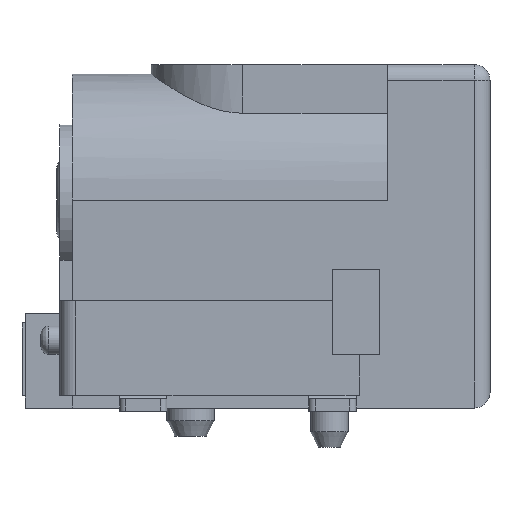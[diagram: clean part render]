
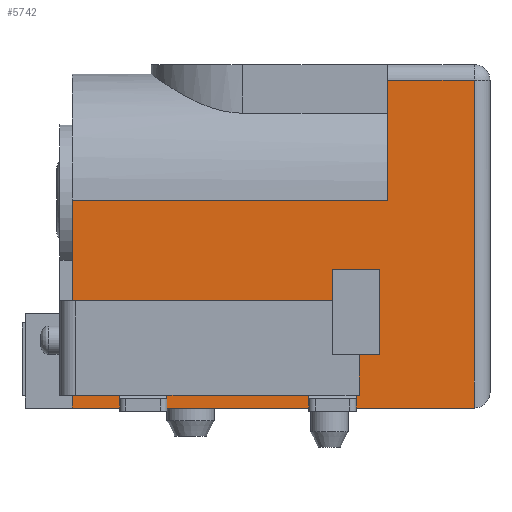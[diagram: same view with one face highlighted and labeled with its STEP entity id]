
A CAD part, left-side view. The second image highlights one B-rep face of the part: STEP entity #5742.
In plain terms, the highlighted planar face has unit normal (-1, 0, 0).
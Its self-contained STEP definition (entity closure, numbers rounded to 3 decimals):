
#338=FACE_BOUND('',#977,.T.);
#434=PLANE('',#6179);
#659=FACE_OUTER_BOUND('',#976,.T.);
#976=EDGE_LOOP('',(#4353,#4354,#4355,#4356,#4357,#4358,#4359,#4360,#4361,
#4362));
#977=EDGE_LOOP('',(#4363,#4364,#4365,#4366));
#1365=LINE('',#7945,#1774);
#1369=LINE('',#7956,#1778);
#1411=LINE('',#8085,#1820);
#1424=LINE('',#8114,#1833);
#1428=LINE('',#8122,#1837);
#1435=LINE('',#8137,#1844);
#1580=LINE('',#8804,#1989);
#1581=LINE('',#8807,#1990);
#1584=LINE('',#8812,#1993);
#1591=LINE('',#8850,#2000);
#1600=LINE('',#8881,#2009);
#1606=LINE('',#8890,#2015);
#1608=LINE('',#8894,#2017);
#1609=LINE('',#8895,#2018);
#1774=VECTOR('',#6557,10.);
#1778=VECTOR('',#6567,10.);
#1820=VECTOR('',#6701,10.);
#1833=VECTOR('',#6732,10.);
#1837=VECTOR('',#6738,10.);
#1844=VECTOR('',#6747,10.);
#1989=VECTOR('',#7152,10.);
#1990=VECTOR('',#7155,10.);
#1993=VECTOR('',#7160,10.);
#2000=VECTOR('',#7205,10.);
#2009=VECTOR('',#7240,10.);
#2015=VECTOR('',#7250,10.);
#2017=VECTOR('',#7254,10.);
#2018=VECTOR('',#7255,10.);
#2181=VERTEX_POINT('',#7943);
#2182=VERTEX_POINT('',#7944);
#2186=VERTEX_POINT('',#7955);
#2227=VERTEX_POINT('',#8084);
#2233=VERTEX_POINT('',#8111);
#2234=VERTEX_POINT('',#8113);
#2237=VERTEX_POINT('',#8121);
#2244=VERTEX_POINT('',#8135);
#2392=VERTEX_POINT('',#8802);
#2393=VERTEX_POINT('',#8806);
#2402=VERTEX_POINT('',#8840);
#2406=VERTEX_POINT('',#8849);
#2415=VERTEX_POINT('',#8879);
#2417=VERTEX_POINT('',#8893);
#2749=EDGE_CURVE('',#2181,#2182,#1365,.T.);
#2755=EDGE_CURVE('',#2186,#2181,#1369,.T.);
#2819=EDGE_CURVE('',#2182,#2227,#1411,.T.);
#2834=EDGE_CURVE('',#2234,#2233,#1424,.T.);
#2838=EDGE_CURVE('',#2186,#2237,#1428,.T.);
#2846=EDGE_CURVE('',#2244,#2227,#1435,.T.);
#3072=EDGE_CURVE('',#2233,#2392,#1580,.T.);
#3073=EDGE_CURVE('',#2392,#2393,#1581,.T.);
#3076=EDGE_CURVE('',#2393,#2234,#1584,.T.);
#3093=EDGE_CURVE('',#2402,#2406,#1591,.T.);
#3109=EDGE_CURVE('',#2415,#2402,#1600,.T.);
#3115=EDGE_CURVE('',#2406,#2244,#1606,.T.);
#3117=EDGE_CURVE('',#2415,#2417,#1608,.T.);
#3118=EDGE_CURVE('',#2417,#2237,#1609,.T.);
#4353=ORIENTED_EDGE('',*,*,#2819,.T.);
#4354=ORIENTED_EDGE('',*,*,#2846,.F.);
#4355=ORIENTED_EDGE('',*,*,#3115,.F.);
#4356=ORIENTED_EDGE('',*,*,#3093,.F.);
#4357=ORIENTED_EDGE('',*,*,#3109,.F.);
#4358=ORIENTED_EDGE('',*,*,#3117,.T.);
#4359=ORIENTED_EDGE('',*,*,#3118,.T.);
#4360=ORIENTED_EDGE('',*,*,#2838,.F.);
#4361=ORIENTED_EDGE('',*,*,#2755,.T.);
#4362=ORIENTED_EDGE('',*,*,#2749,.T.);
#4363=ORIENTED_EDGE('',*,*,#3072,.T.);
#4364=ORIENTED_EDGE('',*,*,#3073,.T.);
#4365=ORIENTED_EDGE('',*,*,#3076,.T.);
#4366=ORIENTED_EDGE('',*,*,#2834,.T.);
#5742=ADVANCED_FACE('',(#659,#338),#434,.T.);
#6179=AXIS2_PLACEMENT_3D('',#8892,#7252,#7253);
#6557=DIRECTION('',(0.,0.,-1.));
#6567=DIRECTION('',(0.,-1.,0.));
#6701=DIRECTION('',(0.,1.,0.));
#6732=DIRECTION('',(0.,1.,0.));
#6738=DIRECTION('',(0.,0.,1.));
#6747=DIRECTION('',(0.,0.,1.));
#7152=DIRECTION('',(0.,0.,1.));
#7155=DIRECTION('',(0.,-1.,0.));
#7160=DIRECTION('',(0.,0.,-1.));
#7205=DIRECTION('',(0.,0.,-1.));
#7240=DIRECTION('',(0.,-1.,0.));
#7250=DIRECTION('',(0.,1.,0.));
#7252=DIRECTION('center_axis',(-1.,0.,0.));
#7253=DIRECTION('ref_axis',(0.,0.,
1.));
#7254=DIRECTION('',(0.,0.,-1.));
#7255=DIRECTION('',(0.,1.,0.));
#7943=CARTESIAN_POINT('',(-4.45,13.15,3.4));
#7944=CARTESIAN_POINT('',(-4.45,13.15,0.4));
#7945=CARTESIAN_POINT('',(-4.45,13.15,0.4));
#7955=CARTESIAN_POINT('',(-4.45,13.25,3.4));
#7956=CARTESIAN_POINT('',(-4.45,4.45,3.4));
#8084=CARTESIAN_POINT('',(-4.45,13.25,0.4));
#8085=CARTESIAN_POINT('',(-4.45,6.825,0.4));
#8111=CARTESIAN_POINT('',(-4.45,5.,1.7));
#8113=CARTESIAN_POINT('',(-4.45,3.5,1.7));
#8114=CARTESIAN_POINT('',(-4.45,2.5,1.7));
#8121=CARTESIAN_POINT('',(-4.45,13.25,6.6));
#8122=CARTESIAN_POINT('',(-4.45,13.25,10.9));
#8135=CARTESIAN_POINT('',(-4.45,13.25,0.));
#8137=CARTESIAN_POINT('',(-4.45,13.25,10.9));
#8802=CARTESIAN_POINT('',(-4.45,5.,4.4));
#8804=CARTESIAN_POINT('',(-4.45,5.,2.2));
#8806=CARTESIAN_POINT('',(-4.45,3.5,4.4));
#8807=CARTESIAN_POINT('',(-4.45,1.75,4.4));
#8812=CARTESIAN_POINT('',(-4.45,3.5,0.85));
#8840=CARTESIAN_POINT('',(-4.45,0.5,10.4));
#8849=CARTESIAN_POINT('',(-4.45,0.5,0.));
#8850=CARTESIAN_POINT('',(-4.45,0.5,2.725));
#8879=CARTESIAN_POINT('',(-4.45,3.25,10.4));
#8881=CARTESIAN_POINT('',(-4.45,0.,10.4));
#8890=CARTESIAN_POINT('',(-4.45,0.,0.));
#8892=CARTESIAN_POINT('Origin',(-4.45,0.,0.));
#8893=CARTESIAN_POINT('',(-4.45,3.25,6.6));
#8894=CARTESIAN_POINT('',(-4.45,3.25,4.375));
#8895=CARTESIAN_POINT('',(-4.45,6.625,6.6));
